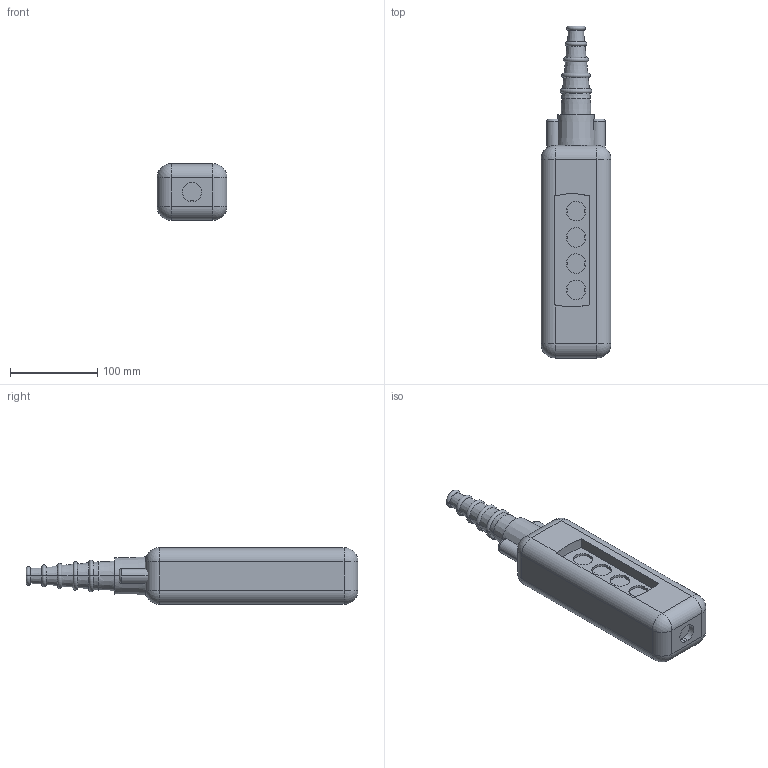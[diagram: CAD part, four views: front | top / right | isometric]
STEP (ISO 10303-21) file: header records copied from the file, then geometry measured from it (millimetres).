
FILE_DESCRIPTION((''),'2;1');
FILE_NAME('XACA04H7-3D_ASM','2021-04-14T16:19:22',('SESA231899'),('Schneider-Electric'),'CREO PARAMETRIC BY PTC INC, 2019471','CREO PARAMETRIC BY PTC INC, 2019471','');
FILE_SCHEMA(('AP242_MANAGED_MODEL_BASED_3D_ENGINEERING_MIM_LF { 1 0 10303 442 1 1 4 }'));
Products named in the file (3): XACA04H7-3D_PRT0001; XACA04H7-3D_PRT0002; XACA04H7-3D_ASM
Assembly tree (2 placements, depth 2):
  XACA04H7-3D_ASM
    XACA04H7-3D_PRT0001
    XACA04H7-3D_PRT0002
Bounding box: 80.02 x 379.98 x 64.82 mm (x, y, z)
Volume: 1232249 mm3; surface area: 97317.5 mm2
Topology: 2 solids, 2 shells, 119 faces, 294 edges, 188 vertices
Faces by surface type: plane 53, cylinder 30, cone 14, torus 12, sphere 8, extrusion 2
Entity records: 59043 total; most frequent: CARTESIAN_POINT 54309, POLYLINE 924, DIRECTION 760, ORIENTED_EDGE 578, AXIS2_PLACEMENT_3D 299, EDGE_CURVE 289, VERTEX_POINT 178, VECTOR 162
